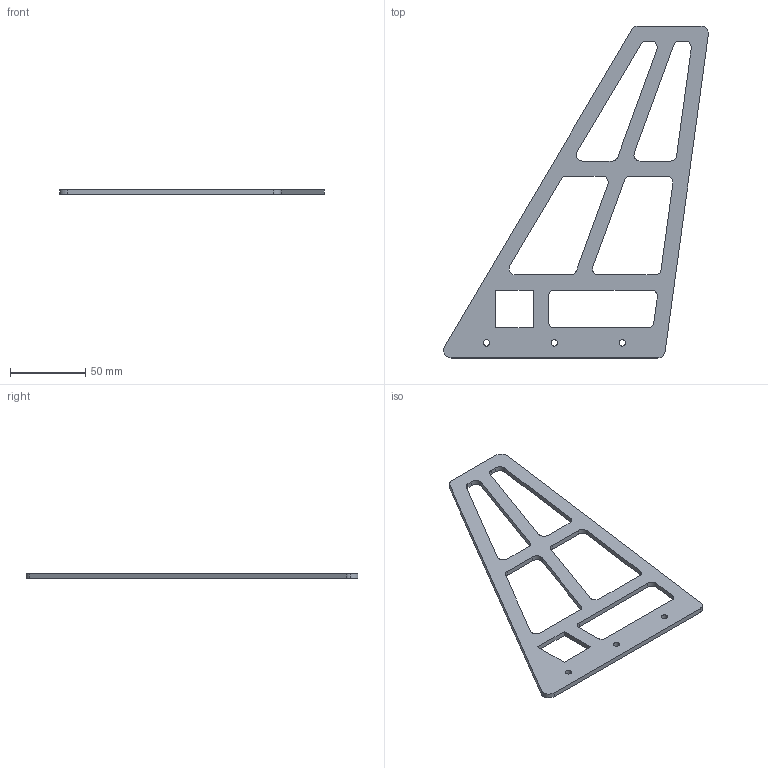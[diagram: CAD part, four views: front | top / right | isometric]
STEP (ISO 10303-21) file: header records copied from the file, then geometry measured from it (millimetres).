
FILE_DESCRIPTION (( 'STEP AP203' ), '1' );
FILE_NAME ('栺颬鳹鳿僗闉_30_09_2023.STEP', '2023-10-02T16:33:39', ( 'Sofia' ), ( 'HP' ), 'SwSTEP 2.0', 'SolidWorks 2023', '' );
FILE_SCHEMA (( 'CONFIG_CONTROL_DESIGN' ));
Length unit declared in the file: millimetre
Products named in the file (1): Стабилизатор_30_09_2023
Bounding box: 175.51 x 220 x 3.2 mm (x, y, z)
Volume: 35922 mm3; surface area: 28261.1 mm2
Topology: 1 solids, 1 shells, 67 faces, 195 edges, 130 vertices
Faces by surface type: cylinder 37, plane 30
Entity records: 2356 total; most frequent: DIRECTION 405, CARTESIAN_POINT 393, ORIENTED_EDGE 390, EDGE_CURVE 195, AXIS2_PLACEMENT_3D 142, VERTEX_POINT 130, VECTOR 121, LINE 121
